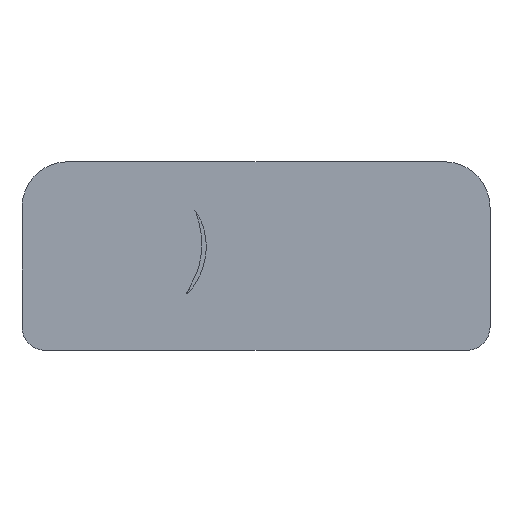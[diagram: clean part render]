
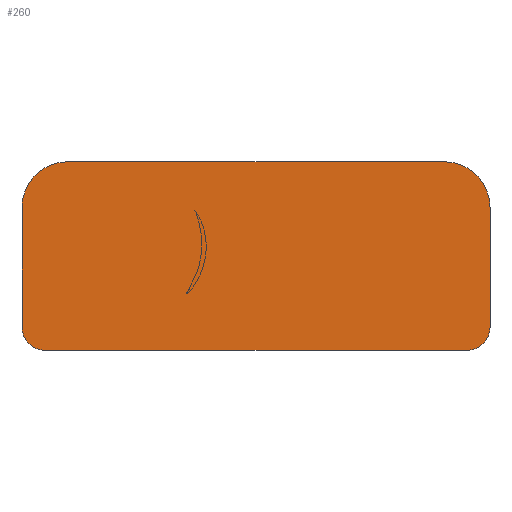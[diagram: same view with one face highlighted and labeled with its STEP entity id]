
A CAD part, top view. The second image highlights one B-rep face of the part: STEP entity #260.
In plain terms, the highlighted planar face has unit normal (0, 0, 1).
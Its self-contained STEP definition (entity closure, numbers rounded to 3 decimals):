
#19=LINE('',#1503,#36);
#25=LINE('',#1523,#42);
#28=LINE('',#1531,#45);
#30=LINE('',#1537,#47);
#36=VECTOR('',#327,10.);
#42=VECTOR('',#347,10.);
#45=VECTOR('',#356,10.);
#47=VECTOR('',#364,10.);
#50=CIRCLE('',#285,1.);
#54=CIRCLE('',#292,1.);
#55=CIRCLE('',#295,2.);
#56=CIRCLE('',#298,2.);
#89=FACE_OUTER_BOUND('',#106,.T.);
#106=EDGE_LOOP('',(#223,#224,#225,#226,#227,#228,#229,#230));
#122=VERTEX_POINT('',#1493);
#123=VERTEX_POINT('',#1495);
#125=VERTEX_POINT('',#1501);
#131=VERTEX_POINT('',#1517);
#132=VERTEX_POINT('',#1521);
#133=VERTEX_POINT('',#1525);
#134=VERTEX_POINT('',#1527);
#135=VERTEX_POINT('',#1533);
#146=EDGE_CURVE('',#122,#123,#50,.T.);
#150=EDGE_CURVE('',#122,#125,#19,.T.);
#158=EDGE_CURVE('',#131,#125,#54,.T.);
#160=EDGE_CURVE('',#131,#132,#25,.T.);
#162=EDGE_CURVE('',#133,#134,#55,.T.);
#164=EDGE_CURVE('',#133,#123,#28,.T.);
#166=EDGE_CURVE('',#135,#132,#56,.T.);
#167=EDGE_CURVE('',#135,#134,#30,.T.);
#223=ORIENTED_EDGE('',*,*,#146,.F.);
#224=ORIENTED_EDGE('',*,*,#150,.T.);
#225=ORIENTED_EDGE('',*,*,#158,.F.);
#226=ORIENTED_EDGE('',*,*,#160,.T.);
#227=ORIENTED_EDGE('',*,*,#166,.F.);
#228=ORIENTED_EDGE('',*,*,#167,.T.);
#229=ORIENTED_EDGE('',*,*,#162,.F.);
#230=ORIENTED_EDGE('',*,*,#164,.T.);
#244=PLANE('',#300);
#260=ADVANCED_FACE('',(#89),#244,.T.);
#285=AXIS2_PLACEMENT_3D('',#1496,#320,#321);
#292=AXIS2_PLACEMENT_3D('',#1519,#342,#343);
#295=AXIS2_PLACEMENT_3D('',#1528,#351,#352);
#298=AXIS2_PLACEMENT_3D('',#1535,#360,#361);
#300=AXIS2_PLACEMENT_3D('',#1538,#365,#366);
#320=DIRECTION('center_axis',(0.,0.,-1.));
#321=DIRECTION('ref_axis',(-0.707,-0.707,0.));
#327=DIRECTION('',(1.,0.,0.));
#342=DIRECTION('center_axis',(0.,0.,-1.));
#343=DIRECTION('ref_axis',(0.707,-0.707,0.));
#347=DIRECTION('',(0.,1.,0.));
#351=DIRECTION('center_axis',(0.,0.,-1.));
#352=DIRECTION('ref_axis',(-0.707,0.707,0.));
#356=DIRECTION('',(0.,-1.,0.));
#360=DIRECTION('center_axis',(0.,0.,-1.));
#361=DIRECTION('ref_axis',(0.707,0.707,0.));
#364=DIRECTION('',(-1.,0.,0.));
#365=DIRECTION('center_axis',(0.,0.,1.));
#366=DIRECTION('ref_axis',(1.,0.,0.));
#1493=CARTESIAN_POINT('',(-9.35,-3.2,25.));
#1495=CARTESIAN_POINT('',(-10.35,-2.2,25.));
#1496=CARTESIAN_POINT('Origin',(-9.35,-2.2,25.));
#1501=CARTESIAN_POINT('',(9.,-3.2,25.));
#1503=CARTESIAN_POINT('',(-10.35,-3.2,25.));
#1517=CARTESIAN_POINT('',(10.,-2.2,25.));
#1519=CARTESIAN_POINT('Origin',(9.,-2.2,25.));
#1521=CARTESIAN_POINT('',(10.,3.,25.));
#1523=CARTESIAN_POINT('',(10.,-3.2,25.));
#1525=CARTESIAN_POINT('',(-10.35,3.,25.));
#1527=CARTESIAN_POINT('',(-8.35,5.,25.));
#1528=CARTESIAN_POINT('Origin',(-8.35,3.,25.));
#1531=CARTESIAN_POINT('',(-10.35,5.,25.));
#1533=CARTESIAN_POINT('',(8.,5.,25.));
#1535=CARTESIAN_POINT('Origin',(8.,3.,25.));
#1537=CARTESIAN_POINT('',(10.,5.,25.));
#1538=CARTESIAN_POINT('Origin',(-0.175,0.9,25.));
